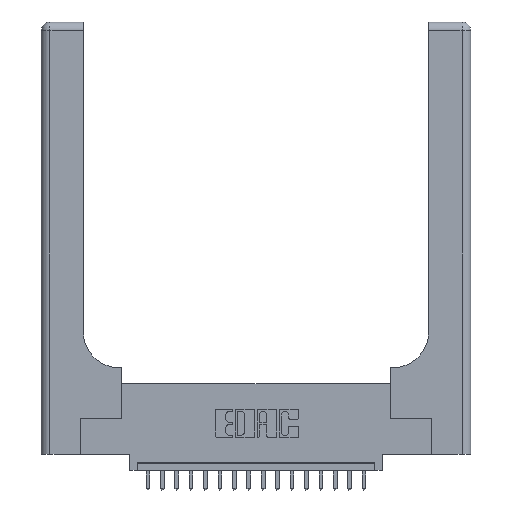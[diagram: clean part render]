
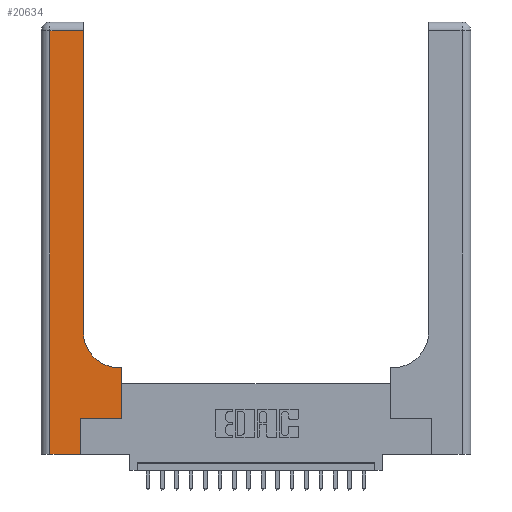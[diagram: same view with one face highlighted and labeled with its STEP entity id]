
A CAD part, top view. The second image highlights one B-rep face of the part: STEP entity #20634.
In plain terms, the highlighted planar face has unit normal (0, 0, 1).
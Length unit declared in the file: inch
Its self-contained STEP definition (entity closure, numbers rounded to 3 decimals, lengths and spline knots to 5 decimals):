
#151 = AXIS2_PLACEMENT_3D ( 'NONE', #17932, #13281, #14965 ) ;
#308 = VERTEX_POINT ( 'NONE', #6102 ) ;
#319 = FACE_OUTER_BOUND ( 'NONE', #10080, .T. ) ;
#365 = CARTESIAN_POINT ( 'NONE',  ( 0.06, 2.94, 0.37 ) ) ;
#1067 = CARTESIAN_POINT ( 'NONE',  ( 0.2915, 0.6, 0.37 ) ) ;
#1161 = ORIENTED_EDGE ( 'NONE', *, *, #13270, .T. ) ;
#1404 = VECTOR ( 'NONE', #1504, 39.37008 ) ;
#1504 = DIRECTION ( 'NONE',  ( 0., -1., 0. ) ) ;
#1582 = DIRECTION ( 'NONE',  ( 1., 0., 0. ) ) ;
#2110 = DIRECTION ( 'NONE',  ( 0., 0., -1. ) ) ;
#2516 = LINE ( 'NONE', #3751, #20381 ) ;
#2992 = VERTEX_POINT ( 'NONE', #4443 ) ;
#3751 = CARTESIAN_POINT ( 'NONE',  ( 0.269, 0.25, 0.37 ) ) ;
#3951 = VERTEX_POINT ( 'NONE', #7087 ) ;
#4311 = VERTEX_POINT ( 'NONE', #17031 ) ;
#4418 = LINE ( 'NONE', #17419, #12461 ) ;
#4443 = CARTESIAN_POINT ( 'NONE',  ( 0.2915, 0.85, 0.37 ) ) ;
#4667 = CARTESIAN_POINT ( 'NONE',  ( 0.06, 3., 0.37 ) ) ;
#5286 = CARTESIAN_POINT ( 'NONE',  ( 0.5585, 0.25, 0.37 ) ) ;
#5315 = CARTESIAN_POINT ( 'NONE',  ( 0.269, 0., 0.37 ) ) ;
#5395 = CARTESIAN_POINT ( 'NONE',  ( 0., 2.94, 0.37 ) ) ;
#5759 = VERTEX_POINT ( 'NONE', #18610 ) ;
#6102 = CARTESIAN_POINT ( 'NONE',  ( 0.5585, 0.25, 0.37 ) ) ;
#6262 = EDGE_CURVE ( 'NONE', #11644, #8526, #15356, .T. ) ;
#7087 = CARTESIAN_POINT ( 'NONE',  ( 0.06, 0., 0.37 ) ) ;
#7348 = VECTOR ( 'NONE', #8668, 39.37008 ) ;
#7448 = DIRECTION ( 'NONE',  ( -1., 0., 0. ) ) ;
#8271 = ORIENTED_EDGE ( 'NONE', *, *, #19202, .T. ) ;
#8435 = PLANE ( 'NONE',  #11285 ) ;
#8526 = VERTEX_POINT ( 'NONE', #8792 ) ;
#8668 = DIRECTION ( 'NONE',  ( 0., 1., 0. ) ) ;
#8749 = VERTEX_POINT ( 'NONE', #365 ) ;
#8792 = CARTESIAN_POINT ( 'NONE',  ( 0.269, 0.25, 0.37 ) ) ;
#9154 = EDGE_CURVE ( 'NONE', #4311, #18100, #10317, .T. ) ;
#9548 = EDGE_CURVE ( 'NONE', #8526, #308, #2516, .T. ) ;
#9558 = VECTOR ( 'NONE', #7448, 39.37008 ) ;
#9780 = ORIENTED_EDGE ( 'NONE', *, *, #9154, .T. ) ;
#9889 = DIRECTION ( 'NONE',  ( 0., 1., 0. ) ) ;
#10080 = EDGE_LOOP ( 'NONE', ( #19962, #8271, #1161, #17812, #15247, #16930, #13696, #9780, #11546 ) ) ;
#10178 = CIRCLE ( 'NONE', #151, 0.25 ) ;
#10241 = LINE ( 'NONE', #5395, #15755 ) ;
#10317 = LINE ( 'NONE', #1067, #9558 ) ;
#10332 = DIRECTION ( 'NONE',  ( -1., 0., 0. ) ) ;
#11285 = AXIS2_PLACEMENT_3D ( 'NONE', #11868, #2110, #14845 ) ;
#11546 = ORIENTED_EDGE ( 'NONE', *, *, #12425, .T. ) ;
#11644 = VERTEX_POINT ( 'NONE', #20240 ) ;
#11868 = CARTESIAN_POINT ( 'NONE',  ( 0., 3., 0.37 ) ) ;
#12425 = EDGE_CURVE ( 'NONE', #18100, #2992, #10178, .T. ) ;
#12461 = VECTOR ( 'NONE', #1582, 39.37008 ) ;
#13208 = DIRECTION ( 'NONE',  ( 0., 1., 0. ) ) ;
#13270 = EDGE_CURVE ( 'NONE', #8749, #3951, #20533, .T. ) ;
#13281 = DIRECTION ( 'NONE',  ( 0., 0., -1. ) ) ;
#13373 = CARTESIAN_POINT ( 'NONE',  ( 0.5415, 0.6, 0.37 ) ) ;
#13544 = EDGE_CURVE ( 'NONE', #3951, #11644, #4418, .T. ) ;
#13696 = ORIENTED_EDGE ( 'NONE', *, *, #15184, .T. ) ;
#14571 = EDGE_CURVE ( 'NONE', #2992, #5759, #15466, .T. ) ;
#14845 = DIRECTION ( 'NONE',  ( -1., 0., 0. ) ) ;
#14965 = DIRECTION ( 'NONE',  ( 1., 0., 0. ) ) ;
#15184 = EDGE_CURVE ( 'NONE', #308, #4311, #18959, .T. ) ;
#15247 = ORIENTED_EDGE ( 'NONE', *, *, #6262, .T. ) ;
#15356 = LINE ( 'NONE', #5315, #17367 ) ;
#15466 = LINE ( 'NONE', #16527, #17229 ) ;
#15755 = VECTOR ( 'NONE', #10332, 39.37008 ) ;
#16527 = CARTESIAN_POINT ( 'NONE',  ( 0.2915, 3., 0.37 ) ) ;
#16636 = DIRECTION ( 'NONE',  ( 1., 0., 0. ) ) ;
#16930 = ORIENTED_EDGE ( 'NONE', *, *, #9548, .T. ) ;
#17031 = CARTESIAN_POINT ( 'NONE',  ( 0.5585, 0.6, 0.37 ) ) ;
#17229 = VECTOR ( 'NONE', #13208, 39.37008 ) ;
#17367 = VECTOR ( 'NONE', #9889, 39.37008 ) ;
#17419 = CARTESIAN_POINT ( 'NONE',  ( 0., 0., 0.37 ) ) ;
#17812 = ORIENTED_EDGE ( 'NONE', *, *, #13544, .T. ) ;
#17932 = CARTESIAN_POINT ( 'NONE',  ( 0.5415, 0.85, 0.37 ) ) ;
#18100 = VERTEX_POINT ( 'NONE', #13373 ) ;
#18610 = CARTESIAN_POINT ( 'NONE',  ( 0.2915, 2.94, 0.37 ) ) ;
#18959 = LINE ( 'NONE', #5286, #7348 ) ;
#19202 = EDGE_CURVE ( 'NONE', #5759, #8749, #10241, .T. ) ;
#19962 = ORIENTED_EDGE ( 'NONE', *, *, #14571, .T. ) ;
#20240 = CARTESIAN_POINT ( 'NONE',  ( 0.269, 0., 0.37 ) ) ;
#20381 = VECTOR ( 'NONE', #16636, 39.37008 ) ;
#20533 = LINE ( 'NONE', #4667, #1404 ) ;
#20634 = ADVANCED_FACE ( 'NONE', ( #319 ), #8435, .F. ) ;
